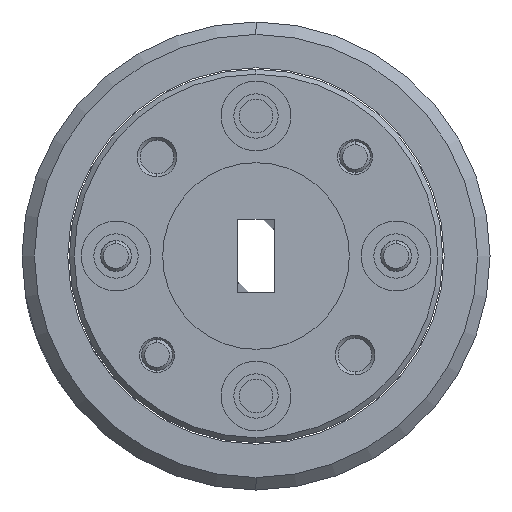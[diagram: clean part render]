
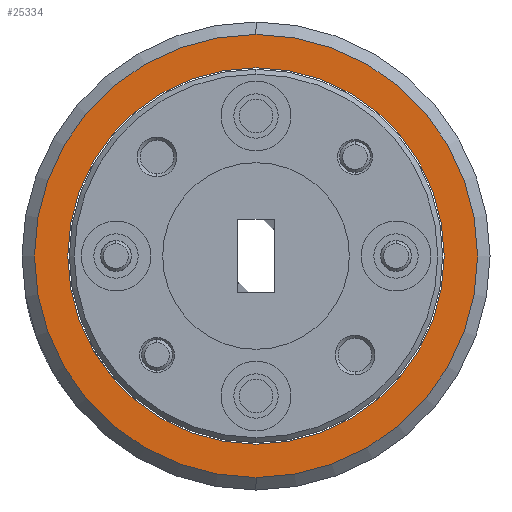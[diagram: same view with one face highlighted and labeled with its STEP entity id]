
A CAD part, left-side view. The second image highlights one B-rep face of the part: STEP entity #25334.
In plain terms, the highlighted planar face has unit normal (-1, 0, 0).
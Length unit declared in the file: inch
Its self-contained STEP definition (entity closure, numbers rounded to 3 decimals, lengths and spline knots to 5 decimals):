
#870 = ORIENTED_EDGE ( 'NONE', *, *, #30958, .F. ) ;
#1276 = CARTESIAN_POINT ( 'NONE',  ( -1.659, -0.077, 0.264 ) ) ;
#3050 = AXIS2_PLACEMENT_3D ( 'NONE', #16262, #7670, #27773 ) ;
#3078 = DIRECTION ( 'NONE',  ( 0., 0., -1. ) ) ;
#3571 = EDGE_LOOP ( 'NONE', ( #33193, #15023 ) ) ;
#5265 = CIRCLE ( 'NONE', #26912, 0.445 ) ;
#5979 = CARTESIAN_POINT ( 'NONE',  ( -1.659, -0.077, -0.559 ) ) ;
#6201 = FACE_BOUND ( 'NONE', #3571, .T. ) ;
#7098 = CIRCLE ( 'NONE', #11559, 0.378 ) ;
#7670 = DIRECTION ( 'NONE',  ( 1., 0., 0. ) ) ;
#8219 = EDGE_LOOP ( 'NONE', ( #31855, #870 ) ) ;
#9739 = CIRCLE ( 'NONE', #16116, 0.378 ) ;
#9954 = CARTESIAN_POINT ( 'NONE',  ( -1.659, -0.077, -0.114 ) ) ;
#11415 = VERTEX_POINT ( 'NONE', #1276 ) ;
#11559 = AXIS2_PLACEMENT_3D ( 'NONE', #9954, #29581, #24293 ) ;
#11735 = EDGE_CURVE ( 'NONE', #23018, #12749, #5265, .T. ) ;
#11880 = CARTESIAN_POINT ( 'NONE',  ( -1.659, -0.077, -0.114 ) ) ;
#12293 = EDGE_CURVE ( 'NONE', #11415, #24119, #9739, .T. ) ;
#12749 = VERTEX_POINT ( 'NONE', #14687 ) ;
#14687 = CARTESIAN_POINT ( 'NONE',  ( -1.659, -0.077, 0.331 ) ) ;
#14772 = DIRECTION ( 'NONE',  ( 0., 0., 1. ) ) ;
#15023 = ORIENTED_EDGE ( 'NONE', *, *, #20491, .F. ) ;
#15267 = DIRECTION ( 'NONE',  ( 1., 0., 0. ) ) ;
#16116 = AXIS2_PLACEMENT_3D ( 'NONE', #11880, #34647, #14772 ) ;
#16262 = CARTESIAN_POINT ( 'NONE',  ( -1.659, -0.077, -0.114 ) ) ;
#18896 = PLANE ( 'NONE',  #3050 ) ;
#20189 = DIRECTION ( 'NONE',  ( 1., 0., 0. ) ) ;
#20491 = EDGE_CURVE ( 'NONE', #24119, #11415, #7098, .T. ) ;
#21015 = DIRECTION ( 'NONE',  ( 0., 0., -1. ) ) ;
#23018 = VERTEX_POINT ( 'NONE', #5979 ) ;
#24119 = VERTEX_POINT ( 'NONE', #28758 ) ;
#24293 = DIRECTION ( 'NONE',  ( 0., 0., 1. ) ) ;
#25334 = ADVANCED_FACE ( 'NONE', ( #6201, #27246 ), #18896, .F. ) ;
#26912 = AXIS2_PLACEMENT_3D ( 'NONE', #28818, #20189, #3078 ) ;
#27246 = FACE_OUTER_BOUND ( 'NONE', #8219, .T. ) ;
#27773 = DIRECTION ( 'NONE',  ( 0., 0., -1. ) ) ;
#28758 = CARTESIAN_POINT ( 'NONE',  ( -1.659, -0.077, -0.492 ) ) ;
#28818 = CARTESIAN_POINT ( 'NONE',  ( -1.659, -0.077, -0.114 ) ) ;
#29160 = CARTESIAN_POINT ( 'NONE',  ( -1.659, -0.077, -0.114 ) ) ;
#29581 = DIRECTION ( 'NONE',  ( -1., 0., 0. ) ) ;
#30469 = AXIS2_PLACEMENT_3D ( 'NONE', #29160, #15267, #21015 ) ;
#30958 = EDGE_CURVE ( 'NONE', #12749, #23018, #32390, .T. ) ;
#31855 = ORIENTED_EDGE ( 'NONE', *, *, #11735, .F. ) ;
#32390 = CIRCLE ( 'NONE', #30469, 0.445 ) ;
#33193 = ORIENTED_EDGE ( 'NONE', *, *, #12293, .F. ) ;
#34647 = DIRECTION ( 'NONE',  ( -1., 0., 0. ) ) ;
